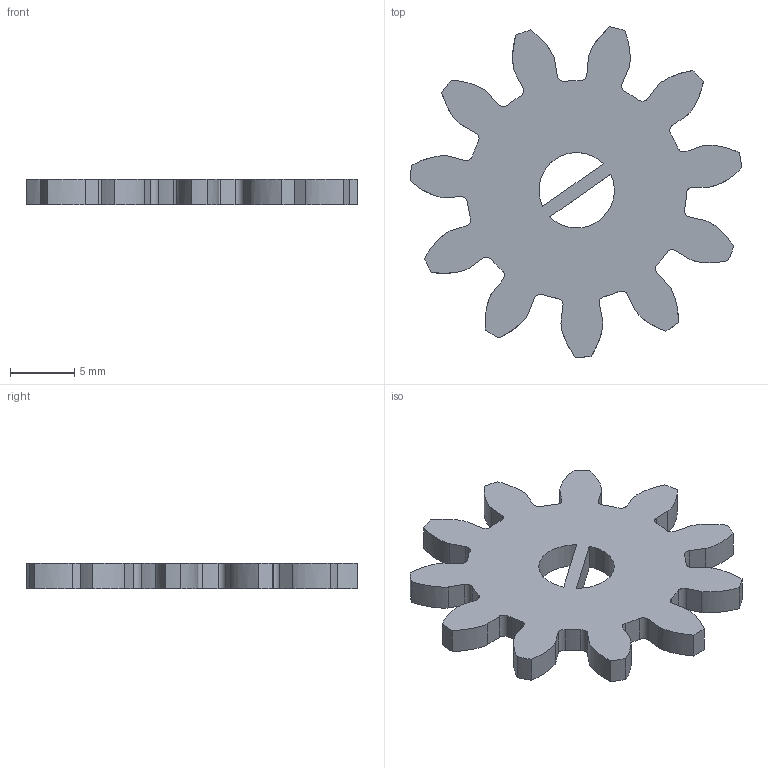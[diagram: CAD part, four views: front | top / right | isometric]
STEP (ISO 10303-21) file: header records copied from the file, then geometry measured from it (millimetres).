
FILE_DESCRIPTION(/* description */ (''),/* implementation_level */ '2;1');
FILE_NAME(/* name */ 'M2PotGear.step',/* time_stamp */ '2021-10-12T15:21:04-05:00',/* author */ (''),/* organization */ (''),/* preprocessor_version */ 'ST-DEVELOPER v18.1',/* originating_system */ 'Autodesk Translation Framework v10.10.0.1391',/* authorisation */ '');
FILE_SCHEMA (('AUTOMOTIVE_DESIGN { 1 0 10303 214 3 1 1 }'));
Length unit declared in the file: millimetre
Products named in the file (1): M2PotGear
Bounding box: 25.86 x 25.74 x 2 mm (x, y, z)
Volume: 685.8 mm3; surface area: 1019 mm2
Topology: 1 solids, 1 shells, 94 faces, 276 edges, 184 vertices
Faces by surface type: cylinder 46, plane 26, bspline 22
Entity records: 9573 total; most frequent: CARTESIAN_POINT 7089, ORIENTED_EDGE 552, DIRECTION 470, EDGE_CURVE 276, VERTEX_POINT 184, AXIS2_PLACEMENT_3D 165, LINE 140, VECTOR 140
